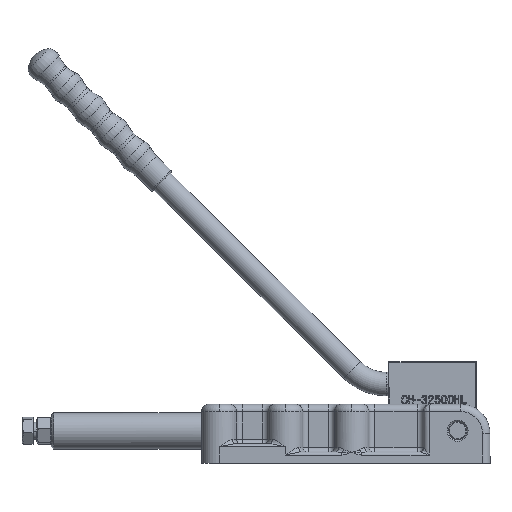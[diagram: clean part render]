
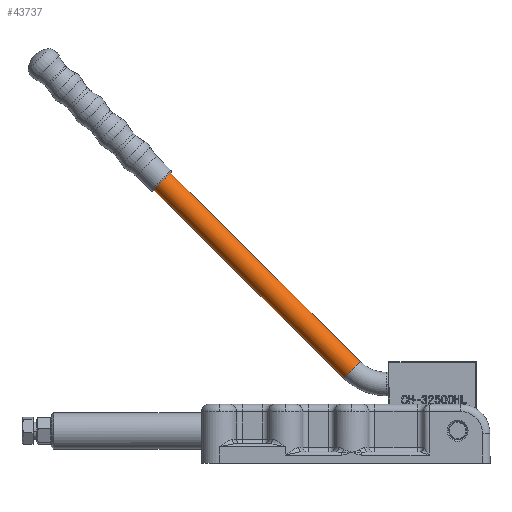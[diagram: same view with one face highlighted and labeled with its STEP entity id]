
A CAD part, top view. The second image highlights one B-rep face of the part: STEP entity #43737.
In plain terms, the highlighted cylindrical face has radius 8 mm (diameter 16 mm), a partial arc.
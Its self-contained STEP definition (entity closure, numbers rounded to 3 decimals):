
#11909 = CARTESIAN_POINT ( 'NONE',  ( 0., 9.665, -84.535 ) ) ;
#11910 = AXIS2_PLACEMENT_3D ( 'NONE', #11909, #11973, #11972 ) ;
#11911 = DIRECTION ( 'NONE',  ( 0., 0.707, 0.707 ) ) ;
#11912 = DIRECTION ( 'NONE',  ( 0., 0.707, -0.707 ) ) ;
#11913 = CARTESIAN_POINT ( 'NONE',  ( 0., 9.665, -84.535 ) ) ;
#11914 = AXIS2_PLACEMENT_3D ( 'NONE', #11913, #11912, #11911 ) ;
#11915 = CIRCLE ( 'NONE', #11910, 8. ) ;
#11916 = CYLINDRICAL_SURFACE ( 'NONE', #11914, 8. ) ;
#11917 = FACE_OUTER_BOUND ( 'NONE', #43738, .T. ) ;
#11918 = DIRECTION ( 'NONE',  ( 0., 0.707, -0.707 ) ) ;
#11919 = VECTOR ( 'NONE', #11918, 1000. ) ;
#11920 = CARTESIAN_POINT ( 'NONE',  ( 0., 15.322, -78.879 ) ) ;
#11921 = LINE ( 'NONE', #11920, #11919 ) ;
#11922 = DIRECTION ( 'NONE',  ( 0., 0.707, -0.707 ) ) ;
#11923 = VECTOR ( 'NONE', #11922, 1000. ) ;
#11924 = CARTESIAN_POINT ( 'NONE',  ( 0., 4.009, -90.192 ) ) ;
#11925 = LINE ( 'NONE', #11924, #11923 ) ;
#11972 = DIRECTION ( 'NONE',  ( 1., 0., 0. ) ) ;
#11973 = DIRECTION ( 'NONE',  ( 0., -0.707, 0.707 ) ) ;
#11978 = CARTESIAN_POINT ( 'NONE',  ( 0., 209.77, -295.954 ) ) ;
#11984 = CARTESIAN_POINT ( 'NONE',  ( 0., 221.084, -284.64 ) ) ;
#12099 = DIRECTION ( 'NONE',  ( 0., -0.707, -0.707 ) ) ;
#12100 = DIRECTION ( 'NONE',  ( 0., -0.707, 0.707 ) ) ;
#12101 = CARTESIAN_POINT ( 'NONE',  ( 0., 215.427, -290.297 ) ) ;
#12102 = AXIS2_PLACEMENT_3D ( 'NONE', #12101, #12100, #12099 ) ;
#12105 = CIRCLE ( 'NONE', #12102, 8. ) ;
#12231 = CARTESIAN_POINT ( 'NONE',  ( 0., 15.322, -78.879 ) ) ;
#12237 = CARTESIAN_POINT ( 'NONE',  ( 0., 4.009, -90.192 ) ) ;
#43648 = VERTEX_POINT ( 'NONE', #12237 ) ;
#43651 = VERTEX_POINT ( 'NONE', #12231 ) ;
#43733 = EDGE_CURVE ( 'NONE', #43648, #43763, #11925, .T. ) ;
#43736 = EDGE_CURVE ( 'NONE', #43651, #43760, #11921, .T. ) ;
#43737 = ADVANCED_FACE ( 'NONE', ( #11917 ), #11916, .T. ) ;
#43738 = EDGE_LOOP ( 'NONE', ( #43739, #43740, #43742, #43802 ) ) ;
#43739 = ORIENTED_EDGE ( 'NONE', *, *, #43733, .F. ) ;
#43740 = ORIENTED_EDGE ( 'NONE', *, *, #43741, .F. ) ;
#43741 = EDGE_CURVE ( 'NONE', #43651, #43648, #11915, .T. ) ;
#43742 = ORIENTED_EDGE ( 'NONE', *, *, #43736, .T. ) ;
#43760 = VERTEX_POINT ( 'NONE', #11984 ) ;
#43763 = VERTEX_POINT ( 'NONE', #11978 ) ;
#43802 = ORIENTED_EDGE ( 'NONE', *, *, #43803, .T. ) ;
#43803 = EDGE_CURVE ( 'NONE', #43760, #43763, #12105, .T. ) ;
